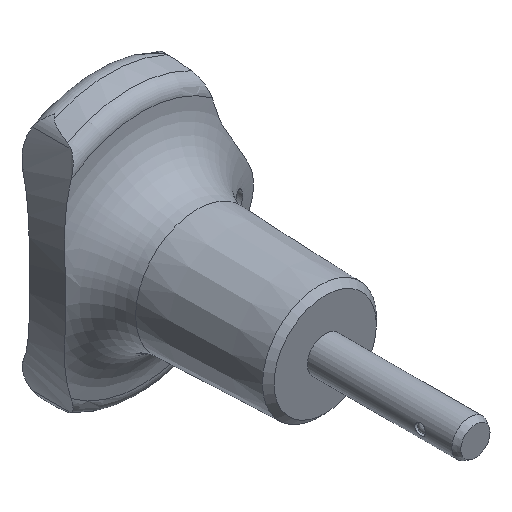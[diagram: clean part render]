
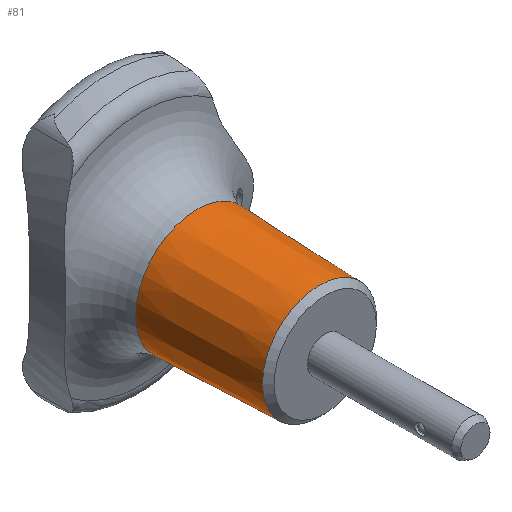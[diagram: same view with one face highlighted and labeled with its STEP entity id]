
A CAD part, isometric view. The second image highlights one B-rep face of the part: STEP entity #81.
In plain terms, the highlighted conical face has half-angle 2 degrees and reference radius 7.978 mm.
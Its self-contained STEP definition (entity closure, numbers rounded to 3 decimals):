
#81 = ADVANCED_FACE( '', ( #191, #192 ), #193, .T. );
#191 = FACE_OUTER_BOUND( '', #374, .T. );
#192 = FACE_BOUND( '', #375, .T. );
#193 = CONICAL_SURFACE( '', #376, 7.978, 0.035 );
#374 = EDGE_LOOP( '', ( #560 ) );
#375 = EDGE_LOOP( '', ( #561 ) );
#376 = AXIS2_PLACEMENT_3D( '', #562, #563, #564 );
#560 = ORIENTED_EDGE( '', *, *, #848, .T. );
#561 = ORIENTED_EDGE( '', *, *, #849, .F. );
#562 = CARTESIAN_POINT( '', ( 0., 0.8, 0. ) );
#563 = DIRECTION( '', ( 0., 1., 0. ) );
#564 = DIRECTION( '', ( 0., 0., 1. ) );
#848 = EDGE_CURVE( '', #1003, #1003, #1004, .T. );
#849 = EDGE_CURVE( '', #1005, #1005, #1006, .T. );
#1003 = VERTEX_POINT( '', #1456 );
#1004 = CIRCLE( '', #1457, 8.576 );
#1005 = VERTEX_POINT( '', #1458 );
#1006 = CIRCLE( '', #1459, 7.978 );
#1456 = CARTESIAN_POINT( '', ( 0., 17.939, -8.576 ) );
#1457 = AXIS2_PLACEMENT_3D( '', #1792, #1793, #1794 );
#1458 = CARTESIAN_POINT( '', ( 0., 0.8, -7.978 ) );
#1459 = AXIS2_PLACEMENT_3D( '', #1795, #1796, #1797 );
#1792 = CARTESIAN_POINT( '', ( 0., 17.939, 0. ) );
#1793 = DIRECTION( '', ( 0., -1., 0. ) );
#1794 = DIRECTION( '', ( 0., 0., -1. ) );
#1795 = CARTESIAN_POINT( '', ( 0., 0.8, 0. ) );
#1796 = DIRECTION( '', ( 0., -1., 0. ) );
#1797 = DIRECTION( '', ( 0., 0., -1. ) );
